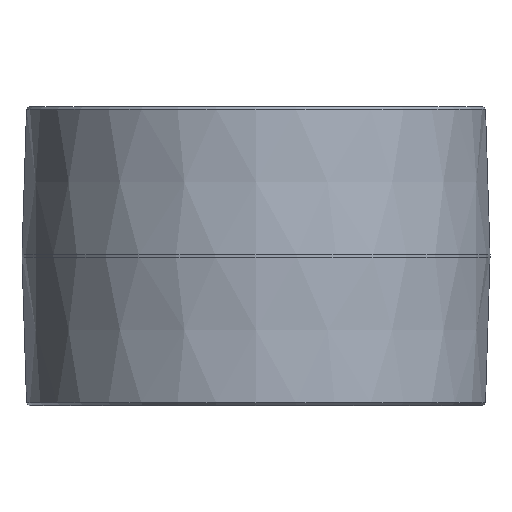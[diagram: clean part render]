
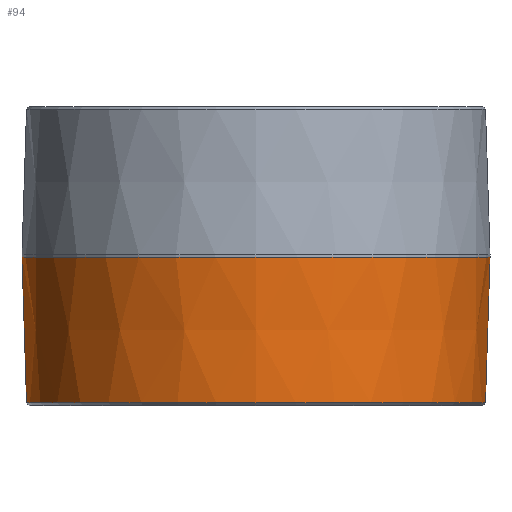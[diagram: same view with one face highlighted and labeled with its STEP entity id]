
A CAD part, front view. The second image highlights one B-rep face of the part: STEP entity #94.
In plain terms, the highlighted conical face has half-angle 1.78 degrees and reference radius 57.15 mm.
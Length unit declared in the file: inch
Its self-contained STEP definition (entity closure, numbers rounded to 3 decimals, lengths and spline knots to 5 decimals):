
#11 = CARTESIAN_POINT ( 'NONE',  ( -2.25, 0., 1.4275 ) ) ;
#19 = AXIS2_PLACEMENT_3D ( 'NONE', #508, #338, #176 ) ;
#30 = VERTEX_POINT ( 'NONE', #166 ) ;
#32 = CARTESIAN_POINT ( 'NONE',  ( 2.25, 0., 1.4275 ) ) ;
#44 = AXIS2_PLACEMENT_3D ( 'NONE', #76, #367, #80 ) ;
#45 = DIRECTION ( 'NONE',  ( -1., 0., 0. ) ) ;
#57 = VECTOR ( 'NONE', #121, 39.37008 ) ;
#76 = CARTESIAN_POINT ( 'NONE',  ( 0., 0., 1.4275 ) ) ;
#80 = DIRECTION ( 'NONE',  ( 1., 0., 0. ) ) ;
#88 = VERTEX_POINT ( 'NONE', #32 ) ;
#94 = ADVANCED_FACE ( 'NONE', ( #547 ), #455, .T. ) ;
#96 = VERTEX_POINT ( 'NONE', #546 ) ;
#106 = EDGE_CURVE ( 'NONE', #30, #88, #165, .T. ) ;
#121 = DIRECTION ( 'NONE',  ( 0.031, 0., 1. ) ) ;
#127 = EDGE_CURVE ( 'NONE', #195, #96, #377, .T. ) ;
#165 = LINE ( 'NONE', #500, #57 ) ;
#166 = CARTESIAN_POINT ( 'NONE',  ( 2.20641, 0., 0.02499 ) ) ;
#176 = DIRECTION ( 'NONE',  ( -1., 0., 0. ) ) ;
#195 = VERTEX_POINT ( 'NONE', #304 ) ;
#204 = ORIENTED_EDGE ( 'NONE', *, *, #127, .F. ) ;
#209 = AXIS2_PLACEMENT_3D ( 'NONE', #424, #266, #45 ) ;
#266 = DIRECTION ( 'NONE',  ( 0., 0., 1. ) ) ;
#281 = ORIENTED_EDGE ( 'NONE', *, *, #392, .T. ) ;
#297 = DIRECTION ( 'NONE',  ( -0.031, 0., 1. ) ) ;
#304 = CARTESIAN_POINT ( 'NONE',  ( -2.20641, 0., 0.02499 ) ) ;
#311 = CIRCLE ( 'NONE', #209, 2.20641 ) ;
#320 = EDGE_LOOP ( 'NONE', ( #204, #281, #484, #447 ) ) ;
#338 = DIRECTION ( 'NONE',  ( 0., 0., -1. ) ) ;
#352 = EDGE_CURVE ( 'NONE', #88, #96, #409, .T. ) ;
#367 = DIRECTION ( 'NONE',  ( 0., 0., 1. ) ) ;
#377 = LINE ( 'NONE', #11, #472 ) ;
#392 = EDGE_CURVE ( 'NONE', #195, #30, #311, .T. ) ;
#409 = CIRCLE ( 'NONE', #19, 2.25 ) ;
#424 = CARTESIAN_POINT ( 'NONE',  ( 0., 0., 0.02499 ) ) ;
#447 = ORIENTED_EDGE ( 'NONE', *, *, #352, .T. ) ;
#455 = CONICAL_SURFACE ( 'NONE', #44, 2.25, 0.031 ) ;
#472 = VECTOR ( 'NONE', #297, 39.37008 ) ;
#484 = ORIENTED_EDGE ( 'NONE', *, *, #106, .T. ) ;
#500 = CARTESIAN_POINT ( 'NONE',  ( 2.25, 0., 1.4275 ) ) ;
#508 = CARTESIAN_POINT ( 'NONE',  ( 0., 0., 1.4275 ) ) ;
#546 = CARTESIAN_POINT ( 'NONE',  ( -2.25, 0., 1.4275 ) ) ;
#547 = FACE_OUTER_BOUND ( 'NONE', #320, .T. ) ;
